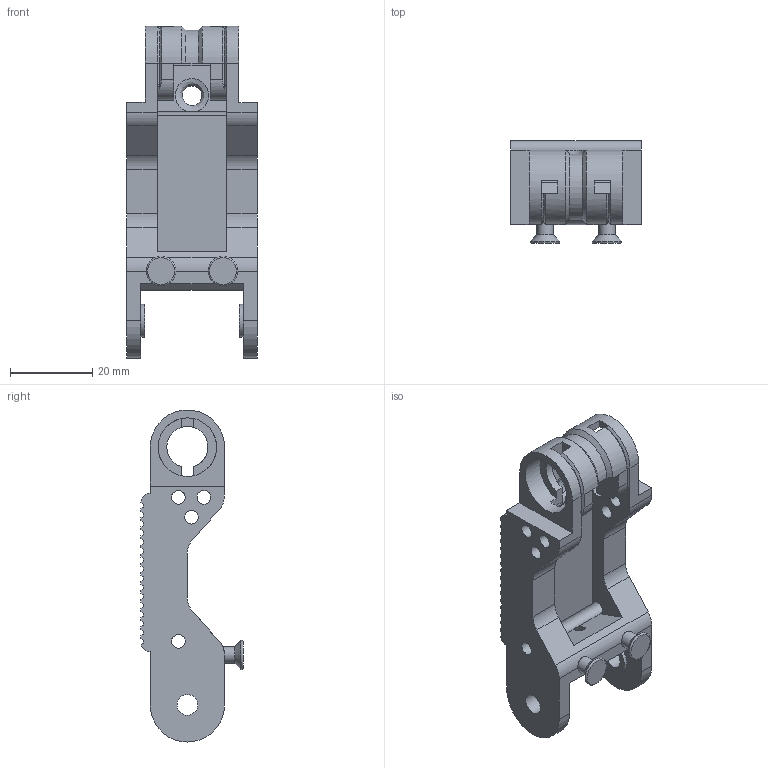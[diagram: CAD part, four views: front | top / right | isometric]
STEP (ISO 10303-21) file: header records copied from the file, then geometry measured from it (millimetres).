
FILE_DESCRIPTION(/* description */ (''),/* implementation_level */ '2;1');
FILE_NAME(/* name */ '9d73e0e4-21f7-4c88-9676-a49de74819ce.stp',/* time_stamp */ '2017-09-13T16:44:26+00:00',/* author */ (''),/* organization */ (''),/* preprocessor_version */ 'ST-DEVELOPER v16.13',/* originating_system */ 'Autodesk Translation Framework v6.1.1.50',/* authorisation */ '');
FILE_SCHEMA (('AUTOMOTIVE_DESIGN { 1 0 10303 214 3 1 1 }'));
Length unit declared in the file: millimetre
Products named in the file (2): m2hand_CPlink_original v2; Base finger
Assembly tree (1 placements, depth 2):
  m2hand_CPlink_original v2
    Base finger
Bounding box: 31.75 x 24.75 x 80.5 mm (x, y, z)
Volume: 20592.3 mm3; surface area: 10853.5 mm2
Topology: 1 solids, 1 shells, 178 faces, 543 edges, 357 vertices
Faces by surface type: plane 128, cylinder 36, cone 8, torus 3, bspline 3
Full cylindrical faces by diameter (mm): 2 x1, 3.325 x6, 4 x2, 5 x2, 8 x2, 14.2 x2
Entity records: 6406 total; most frequent: CARTESIAN_POINT 1515, ORIENTED_EDGE 1030, DIRECTION 967, EDGE_CURVE 515, LINE 379, VECTOR 379, VERTEX_POINT 349, AXIS2_PLACEMENT_3D 294
